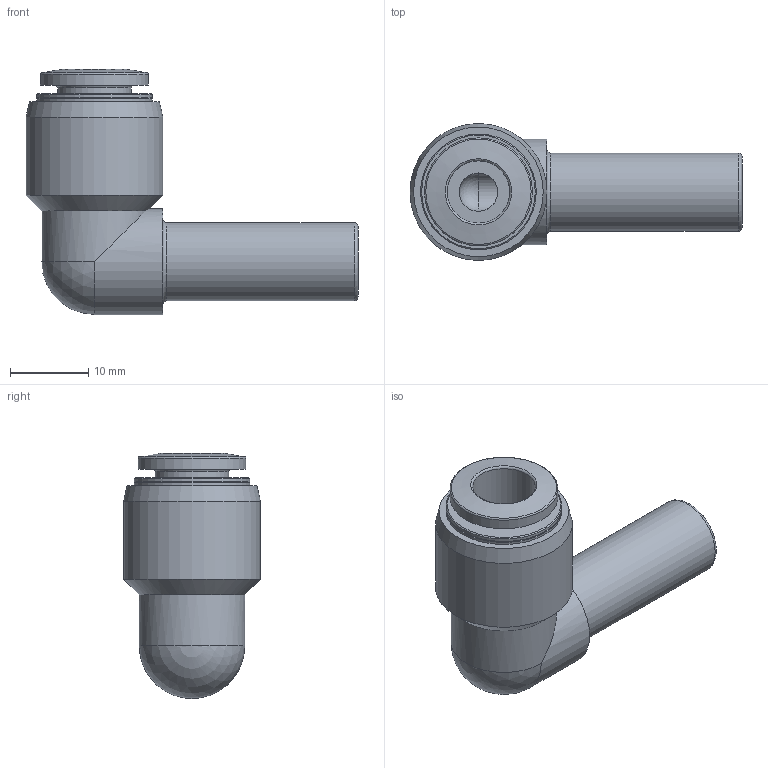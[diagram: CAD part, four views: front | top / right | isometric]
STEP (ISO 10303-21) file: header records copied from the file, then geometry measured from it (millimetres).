
FILE_DESCRIPTION(/* description */ ('STEP AP214'),/* implementation_level */ '2;1');
FILE_NAME(/* name */ '153063_QSL-10H-8',/* time_stamp */ '2024-09-13T12:01:26+02:00',/* author */ ('License CC BY-ND 4.0'),/* organization */ ('CADENAS'),/* preprocessor_version */ 'ST-DEVELOPER v19.3',/* originating_system */ 'PARTsolutions',/* authorisation */ ' ');
FILE_SCHEMA (('AUTOMOTIVE_DESIGN {1 0 10303 214 3 1 1}'));
Length unit declared in the file: millimetre
Products named in the file (1): 153063 QSL-10H-8
Bounding box: 42.45 x 17.5 x 31.34 mm (x, y, z)
Volume: 6153.2 mm3; surface area: 3859.4 mm2
Topology: 1 solids, 1 shells, 30 faces, 64 edges, 38 vertices
Faces by surface type: cylinder 11, cone 6, plane 6, torus 5, sphere 2
Full cylindrical faces by diameter (mm): 4.9 x2, 8 x1, 9.4 x1, 10 x1, 13.5 x1, 13.8 x1, 14.8 x2, 17.5 x1
Entity records: 872 total; most frequent: DIRECTION 128, CARTESIAN_POINT 100, ORIENTED_EDGE 68, AXIS2_PLACEMENT_3D 64, EDGE_LOOP 57, FACE_BOUND 57, EDGE_CURVE 34, VERTEX_POINT 31
